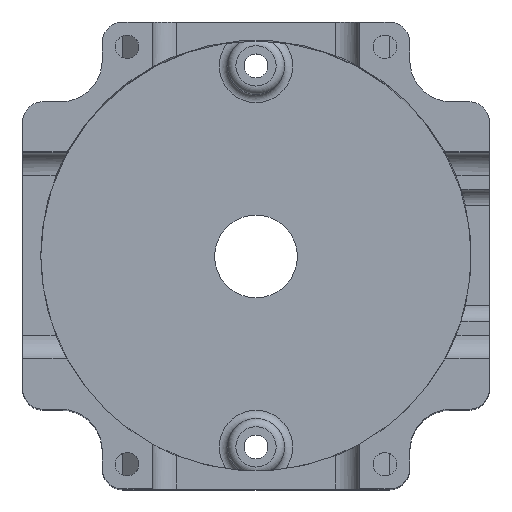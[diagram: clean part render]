
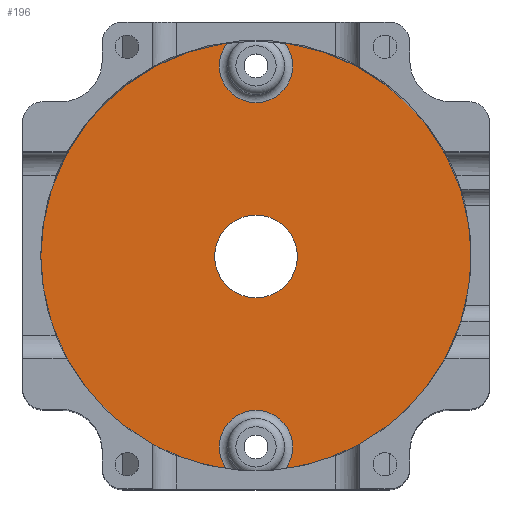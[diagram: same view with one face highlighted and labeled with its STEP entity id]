
A CAD part, top view. The second image highlights one B-rep face of the part: STEP entity #196.
In plain terms, the highlighted planar face has unit normal (0, 0, 1).
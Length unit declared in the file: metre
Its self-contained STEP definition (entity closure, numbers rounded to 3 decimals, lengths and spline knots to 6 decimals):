
#196 = ADVANCED_FACE( 'NONE', ( #524, #525, #526, #527 ), #528, .F. );
#524 = FACE_BOUND( '', #1029, .T. );
#525 = FACE_BOUND( '', #1030, .T. );
#526 = FACE_OUTER_BOUND( '', #1031, .T. );
#527 = FACE_BOUND( '', #1032, .T. );
#528 = PLANE( '', #1033 );
#1029 = EDGE_LOOP( '', ( #1616 ) );
#1030 = EDGE_LOOP( '', ( #1617 ) );
#1031 = EDGE_LOOP( '', ( #1618, #1619, #1620, #1621, #1622, #1623, #1624, #1625, #1626, #1627, #1628, #1629, #1630, #1631, #1632, #1633 ) );
#1032 = EDGE_LOOP( '', ( #1634 ) );
#1033 = AXIS2_PLACEMENT_3D( '', #1635, #1636, #1637 );
#1616 = ORIENTED_EDGE( '', *, *, #3064, .T. );
#1617 = ORIENTED_EDGE( '', *, *, #3065, .T. );
#1618 = ORIENTED_EDGE( '', *, *, #3066, .T. );
#1619 = ORIENTED_EDGE( '', *, *, #3067, .T. );
#1620 = ORIENTED_EDGE( '', *, *, #3068, .T. );
#1621 = ORIENTED_EDGE( '', *, *, #3069, .F. );
#1622 = ORIENTED_EDGE( '', *, *, #3070, .T. );
#1623 = ORIENTED_EDGE( '', *, *, #3071, .T. );
#1624 = ORIENTED_EDGE( '', *, *, #3072, .T. );
#1625 = ORIENTED_EDGE( '', *, *, #3073, .F. );
#1626 = ORIENTED_EDGE( '', *, *, #3074, .T. );
#1627 = ORIENTED_EDGE( '', *, *, #3075, .T. );
#1628 = ORIENTED_EDGE( '', *, *, #3076, .T. );
#1629 = ORIENTED_EDGE( '', *, *, #3033, .F. );
#1630 = ORIENTED_EDGE( '', *, *, #3077, .T. );
#1631 = ORIENTED_EDGE( '', *, *, #3078, .T. );
#1632 = ORIENTED_EDGE( '', *, *, #3079, .T. );
#1633 = ORIENTED_EDGE( '', *, *, #3080, .F. );
#1634 = ORIENTED_EDGE( '', *, *, #3081, .T. );
#1635 = CARTESIAN_POINT( '', ( -0.016073, 0.0257, -0.0335 ) );
#1636 = DIRECTION( '', ( 0., 0., -1. ) );
#1637 = DIRECTION( '', ( 0., -1., 0. ) );
#3033 = EDGE_CURVE( '', #3678, #3680, #3681, .T. );
#3064 = EDGE_CURVE( '', #3731, #3731, #3732, .T. );
#3065 = EDGE_CURVE( '', #3733, #3733, #3734, .T. );
#3066 = EDGE_CURVE( '', #3735, #3736, #3737, .F. );
#3067 = EDGE_CURVE( '', #3736, #3738, #3739, .T. );
#3068 = EDGE_CURVE( '', #3738, #3740, #3741, .T. );
#3069 = EDGE_CURVE( '', #3742, #3740, #3743, .T. );
#3070 = EDGE_CURVE( '', #3742, #3744, #3745, .F. );
#3071 = EDGE_CURVE( '', #3744, #3746, #3747, .T. );
#3072 = EDGE_CURVE( '', #3746, #3748, #3749, .T. );
#3073 = EDGE_CURVE( '', #3750, #3748, #3751, .T. );
#3074 = EDGE_CURVE( '', #3750, #3752, #3753, .F. );
#3075 = EDGE_CURVE( '', #3752, #3754, #3755, .T. );
#3076 = EDGE_CURVE( '', #3754, #3680, #3756, .T. );
#3077 = EDGE_CURVE( '', #3678, #3757, #3758, .F. );
#3078 = EDGE_CURVE( '', #3757, #3759, #3760, .T. );
#3079 = EDGE_CURVE( '', #3759, #3761, #3762, .T. );
#3080 = EDGE_CURVE( '', #3735, #3761, #3763, .T. );
#3081 = EDGE_CURVE( 'NONE', #3764, #3764, #3765, .T. );
#3678 = VERTEX_POINT( '', #4597 );
#3680 = VERTEX_POINT( '', #4599 );
#3681 = LINE( '', #4600, #4601 );
#3731 = VERTEX_POINT( '', #4672 );
#3732 = CIRCLE( '', #4673, 0.004435 );
#3733 = VERTEX_POINT( '', #4674 );
#3734 = CIRCLE( '', #4675, 0.004435 );
#3735 = VERTEX_POINT( '', #4676 );
#3736 = VERTEX_POINT( '', #4677 );
#3737 = CIRCLE( '', #4678, 0.026 );
#3738 = VERTEX_POINT( '', #4679 );
#3739 = LINE( '', #4680, #4681 );
#3740 = VERTEX_POINT( '', #4682 );
#3741 = LINE( '', #4683, #4684 );
#3742 = VERTEX_POINT( '', #4685 );
#3743 = LINE( '', #4686, #4687 );
#3744 = VERTEX_POINT( '', #4688 );
#3745 = CIRCLE( '', #4689, 0.026 );
#3746 = VERTEX_POINT( '', #4690 );
#3747 = LINE( '', #4691, #4692 );
#3748 = VERTEX_POINT( '', #4693 );
#3749 = LINE( '', #4694, #4695 );
#3750 = VERTEX_POINT( '', #4696 );
#3751 = LINE( '', #4697, #4698 );
#3752 = VERTEX_POINT( '', #4699 );
#3753 = CIRCLE( '', #4700, 0.026 );
#3754 = VERTEX_POINT( '', #4701 );
#3755 = LINE( '', #4702, #4703 );
#3756 = LINE( '', #4704, #4705 );
#3757 = VERTEX_POINT( '', #4706 );
#3758 = CIRCLE( '', #4707, 0.026 );
#3759 = VERTEX_POINT( '', #4708 );
#3760 = LINE( '', #4709, #4710 );
#3761 = VERTEX_POINT( '', #4711 );
#3762 = LINE( '', #4712, #4713 );
#3763 = LINE( '', #4714, #4715 );
#3764 = VERTEX_POINT( '', #4716 );
#3765 = CIRCLE( '', #4717, 0.005 );
#4597 = CARTESIAN_POINT( '', ( -0.012025, 0.023052, -0.0335 ) );
#4599 = CARTESIAN_POINT( '', ( -0.012025, 0.0282, -0.0335 ) );
#4600 = CARTESIAN_POINT( '', ( -0.012025, 0.0032, -0.0335 ) );
#4601 = VECTOR( '', #5905, 1. );
#4672 = CARTESIAN_POINT( '', ( -0.004435, 0.023013, -0.0335 ) );
#4673 = AXIS2_PLACEMENT_3D( '', #5936, #5937, #5938 );
#4674 = CARTESIAN_POINT( '', ( -0.004435, -0.023013, -0.0335 ) );
#4675 = AXIS2_PLACEMENT_3D( '', #5939, #5940, #5941 );
#4676 = CARTESIAN_POINT( '', ( -0.023052, -0.012025, -0.0335 ) );
#4677 = CARTESIAN_POINT( '', ( -0.012025, -0.023052, -0.0335 ) );
#4678 = AXIS2_PLACEMENT_3D( '', #5942, #5943, #5944 );
#4679 = CARTESIAN_POINT( '', ( -0.012025, -0.0282, -0.0335 ) );
#4680 = CARTESIAN_POINT( '', ( -0.012025, -0.0032, -0.0335 ) );
#4681 = VECTOR( '', #5945, 1. );
#4682 = CARTESIAN_POINT( '', ( 0.012025, -0.0282, -0.0335 ) );
#4683 = CARTESIAN_POINT( '', ( -0.006013, -0.0282, -0.0335 ) );
#4684 = VECTOR( '', #5946, 1. );
#4685 = CARTESIAN_POINT( '', ( 0.012025, -0.023052, -0.0335 ) );
#4686 = CARTESIAN_POINT( '', ( 0.012025, -0.0032, -0.0335 ) );
#4687 = VECTOR( '', #5947, 1. );
#4688 = CARTESIAN_POINT( '', ( 0.023052, -0.012025, -0.0335 ) );
#4689 = AXIS2_PLACEMENT_3D( '', #5948, #5949, #5950 );
#4690 = CARTESIAN_POINT( '', ( 0.0282, -0.012025, -0.0335 ) );
#4691 = CARTESIAN_POINT( '', ( 0.0032, -0.012025, -0.0335 ) );
#4692 = VECTOR( '', #5951, 1. );
#4693 = CARTESIAN_POINT( '', ( 0.0282, 0.012025, -0.0335 ) );
#4694 = CARTESIAN_POINT( '', ( 0.0282, -0.006013, -0.0335 ) );
#4695 = VECTOR( '', #5952, 1. );
#4696 = CARTESIAN_POINT( '', ( 0.023052, 0.012025, -0.0335 ) );
#4697 = CARTESIAN_POINT( '', ( 0.0032, 0.012025, -0.0335 ) );
#4698 = VECTOR( '', #5953, 1. );
#4699 = CARTESIAN_POINT( '', ( 0.012025, 0.023052, -0.0335 ) );
#4700 = AXIS2_PLACEMENT_3D( '', #5954, #5955, #5956 );
#4701 = CARTESIAN_POINT( '', ( 0.012025, 0.0282, -0.0335 ) );
#4702 = CARTESIAN_POINT( '', ( 0.012025, 0.0032, -0.0335 ) );
#4703 = VECTOR( '', #5957, 1. );
#4704 = CARTESIAN_POINT( '', ( 0.006013, 0.0282, -0.0335 ) );
#4705 = VECTOR( '', #5958, 1. );
#4706 = CARTESIAN_POINT( '', ( -0.023052, 0.012025, -0.0335 ) );
#4707 = AXIS2_PLACEMENT_3D( '', #5959, #5960, #5961 );
#4708 = CARTESIAN_POINT( '', ( -0.0282, 0.012025, -0.0335 ) );
#4709 = CARTESIAN_POINT( '', ( -0.0032, 0.012025, -0.0335 ) );
#4710 = VECTOR( '', #5962, 1. );
#4711 = CARTESIAN_POINT( '', ( -0.0282, -0.012025, -0.0335 ) );
#4712 = CARTESIAN_POINT( '', ( -0.0282, 0.006013, -0.0335 ) );
#4713 = VECTOR( '', #5963, 1. );
#4714 = CARTESIAN_POINT( '', ( -0.0032, -0.012025, -0.0335 ) );
#4715 = VECTOR( '', #5964, 1. );
#4716 = CARTESIAN_POINT( '', ( -0.005, 0., -0.0335 ) );
#4717 = AXIS2_PLACEMENT_3D( '', #5965, #5966, #5967 );
#5905 = DIRECTION( '', ( 0., 1., 0. ) );
#5936 = CARTESIAN_POINT( '', ( 0., 0.023013, -0.0335 ) );
#5937 = DIRECTION( '', ( 0., 0., -1. ) );
#5938 = DIRECTION( '', ( -1., 0., 0. ) );
#5939 = CARTESIAN_POINT( '', ( 0., -0.023013, -0.0335 ) );
#5940 = DIRECTION( '', ( 0., 0., -1. ) );
#5941 = DIRECTION( '', ( -1., 0., 0. ) );
#5942 = CARTESIAN_POINT( '', ( 0., 0., -0.0335 ) );
#5943 = DIRECTION( '', ( 0., 0., -1. ) );
#5944 = DIRECTION( '', ( -1., 0., 0. ) );
#5945 = DIRECTION( '', ( 0., -1., 0. ) );
#5946 = DIRECTION( '', ( 1., 0., 0. ) );
#5947 = DIRECTION( '', ( 0., -1., 0. ) );
#5948 = CARTESIAN_POINT( '', ( 0., 0., -0.0335 ) );
#5949 = DIRECTION( '', ( 0., 0., -1. ) );
#5950 = DIRECTION( '', ( -1., 0., 0. ) );
#5951 = DIRECTION( '', ( 1., 0., 0. ) );
#5952 = DIRECTION( '', ( 0., 1., 0. ) );
#5953 = DIRECTION( '', ( 1., 0., 0. ) );
#5954 = CARTESIAN_POINT( '', ( 0., 0., -0.0335 ) );
#5955 = DIRECTION( '', ( 0., 0., -1. ) );
#5956 = DIRECTION( '', ( -1., 0., 0. ) );
#5957 = DIRECTION( '', ( 0., 1., 0. ) );
#5958 = DIRECTION( '', ( -1., 0., 0. ) );
#5959 = CARTESIAN_POINT( '', ( 0., 0., -0.0335 ) );
#5960 = DIRECTION( '', ( 0., 0., -1. ) );
#5961 = DIRECTION( '', ( -1., 0., 0. ) );
#5962 = DIRECTION( '', ( -1., 0., 0. ) );
#5963 = DIRECTION( '', ( 0., -1., 0. ) );
#5964 = DIRECTION( '', ( -1., 0., 0. ) );
#5965 = CARTESIAN_POINT( '', ( 0., 0., -0.0335 ) );
#5966 = DIRECTION( '', ( 0., 0., -1. ) );
#5967 = DIRECTION( '', ( -1., 0., 0. ) );
